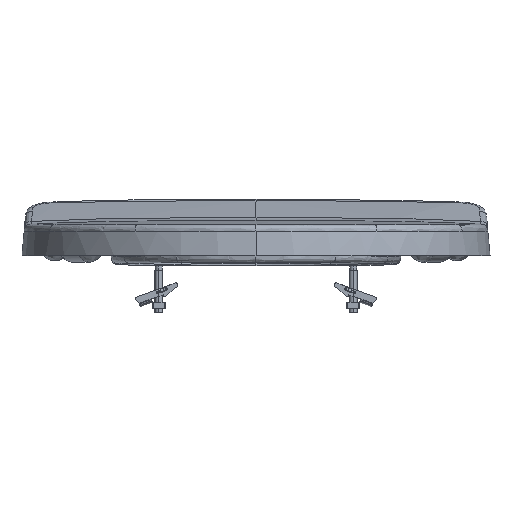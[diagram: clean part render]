
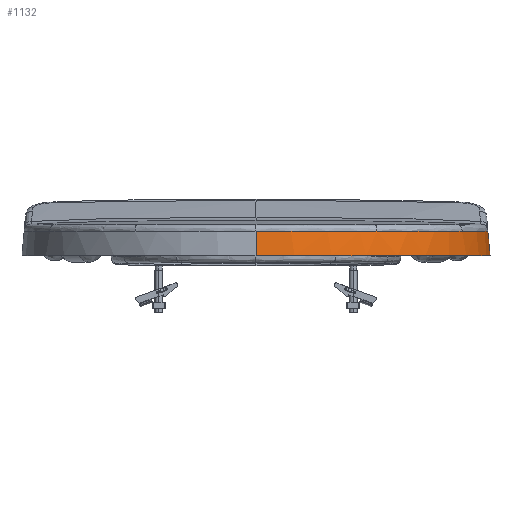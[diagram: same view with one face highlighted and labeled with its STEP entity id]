
A CAD part, left-side view. The second image highlights one B-rep face of the part: STEP entity #1132.
In plain terms, the highlighted free-form (B-spline) face has degree [7, 1] with [8, 2] control points.
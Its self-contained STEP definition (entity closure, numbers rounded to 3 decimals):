
#545=B_SPLINE_SURFACE_WITH_KNOTS('',7,1,((#35104,#35105),(#35106,#35107),
(#35108,#35109),(#35110,#35111),(#35112,#35113),(#35114,#35115),(#35116,
#35117),(#35118,#35119)),.UNSPECIFIED.,.F.,.F.,.F.,(8,8),(2,2),(0.,1.),
(0.,1.),.UNSPECIFIED.);
#1132=ADVANCED_FACE('NONE',(#2063),#545,.F.);
#2063=FACE_OUTER_BOUND('',#2871,.T.);
#2871=EDGE_LOOP('',(#5399,#5400,#5401,#5402,#5403,#5404));
#3804=LINE('',#23579,#4147);
#3823=LINE('',#35068,#4174);
#4147=VECTOR('',#13985,1.);
#4174=VECTOR('',#14060,1.);
#5399=ORIENTED_EDGE('',*,*,#10098,.T.);
#5400=ORIENTED_EDGE('',*,*,#10366,.F.);
#5401=ORIENTED_EDGE('',*,*,#10367,.F.);
#5402=ORIENTED_EDGE('',*,*,#10368,.F.);
#5403=ORIENTED_EDGE('',*,*,#10369,.F.);
#5404=ORIENTED_EDGE('',*,*,#10114,.T.);
#8739=VERTEX_POINT('',#22691);
#8746=VERTEX_POINT('',#22733);
#8756=VERTEX_POINT('',#23580);
#8899=VERTEX_POINT('',#35069);
#8900=VERTEX_POINT('',#35078);
#8901=VERTEX_POINT('',#35087);
#10098=EDGE_CURVE('',#8739,#8746,#12136,.T.);
#10114=EDGE_CURVE('',#8756,#8739,#3804,.T.);
#10366=EDGE_CURVE('NONE',#8899,#8746,#3823,.T.);
#10367=EDGE_CURVE('NONE',#8900,#8899,#12384,.T.);
#10368=EDGE_CURVE('NONE',#8901,#8900,#12385,.T.);
#10369=EDGE_CURVE('NONE',#8756,#8901,#12386,.T.);
#12136=B_SPLINE_CURVE_WITH_KNOTS('',7,(#22734,#22735,#22736,#22737,#22738,
#22739,#22740,#22741),.UNSPECIFIED.,.F.,.F.,(8,8),(0.,1.),.UNSPECIFIED.);
#12384=B_SPLINE_CURVE_WITH_KNOTS('',3,(#35070,#35071,#35072,#35073,#35074,
#35075,#35076,#35077),.UNSPECIFIED.,.F.,.F.,(4,2,2,4),(0.,0.5,0.75,1.),
 .UNSPECIFIED.);
#12385=B_SPLINE_CURVE_WITH_KNOTS('',7,(#35079,#35080,#35081,#35082,#35083,
#35084,#35085,#35086),.UNSPECIFIED.,.F.,.F.,(8,8),(0.,1.),.UNSPECIFIED.);
#12386=B_SPLINE_CURVE_WITH_KNOTS('',3,(#35088,#35089,#35090,#35091,#35092,
#35093,#35094,#35095,#35096,#35097,#35098,#35099,#35100,#35101,#35102,#35103),
 .UNSPECIFIED.,.F.,.F.,(4,2,2,2,2,2,2,4),(0.,0.25,0.5,
0.563,0.594,0.625,0.75,
1.),.UNSPECIFIED.);
#13985=DIRECTION('',(-0.086,0.,-0.996));
#14060=DIRECTION('',(0.,-0.086,-0.996));
#22691=CARTESIAN_POINT('',(-428.961,0.,-19.));
#22733=CARTESIAN_POINT('',(-227.487,-186.5,-19.));
#22734=CARTESIAN_POINT('',(-428.961,0.,-19.));
#22735=CARTESIAN_POINT('',(-428.961,-49.365,-19.));
#22736=CARTESIAN_POINT('',(-413.708,-96.489,-19.));
#22737=CARTESIAN_POINT('',(-385.056,-139.015,-19.));
#22738=CARTESIAN_POINT('',(-344.419,-170.923,-19.));
#22739=CARTESIAN_POINT('',(-297.494,-186.5,-19.));
#22740=CARTESIAN_POINT('',(-254.722,-186.5,-19.));
#22741=CARTESIAN_POINT('',(-227.487,-186.5,-19.));
#23579=CARTESIAN_POINT('',(-428.115,0.,-9.225));
#23580=CARTESIAN_POINT('',(-427.27,0.,0.549));
#35068=CARTESIAN_POINT('',(-227.487,-185.651,-9.213));
#35069=CARTESIAN_POINT('',(-227.487,-184.803,0.573));
#35070=CARTESIAN_POINT('',(-326.188,-164.279,0.553));
#35071=CARTESIAN_POINT('',(-310.97,-171.941,0.555));
#35072=CARTESIAN_POINT('',(-294.783,-177.406,0.556));
#35073=CARTESIAN_POINT('',(-269.821,-182.344,0.561));
#35074=CARTESIAN_POINT('',(-261.393,-183.448,0.563));
#35075=CARTESIAN_POINT('',(-244.462,-184.702,0.568));
#35076=CARTESIAN_POINT('',(-235.984,-184.808,0.571));
#35077=CARTESIAN_POINT('',(-227.487,-184.803,0.573));
#35078=CARTESIAN_POINT('',(-326.188,-164.279,0.553));
#35079=CARTESIAN_POINT('',(-399.96,-96.441,0.551));
#35080=CARTESIAN_POINT('',(-392.365,-108.795,0.551));
#35081=CARTESIAN_POINT('',(-383.64,-120.454,0.552));
#35082=CARTESIAN_POINT('',(-373.858,-131.293,0.551));
#35083=CARTESIAN_POINT('',(-363.108,-141.193,0.553));
#35084=CARTESIAN_POINT('',(-351.494,-150.045,0.552));
#35085=CARTESIAN_POINT('',(-339.142,-157.759,0.552));
#35086=CARTESIAN_POINT('',(-326.188,-164.279,0.553));
#35087=CARTESIAN_POINT('',(-399.96,-96.441,0.551));
#35088=CARTESIAN_POINT('',(-427.27,0.,0.549));
#35089=CARTESIAN_POINT('',(-427.27,-5.108,0.549));
#35090=CARTESIAN_POINT('',(-427.074,-11.642,0.549));
#35091=CARTESIAN_POINT('',(-425.386,-27.441,0.55));
#35092=CARTESIAN_POINT('',(-423.89,-36.715,0.55));
#35093=CARTESIAN_POINT('',(-420.432,-49.741,0.55));
#35094=CARTESIAN_POINT('',(-419.66,-52.417,0.55));
#35095=CARTESIAN_POINT('',(-418.367,-56.527,0.55));
#35096=CARTESIAN_POINT('',(-417.913,-57.914,0.55));
#35097=CARTESIAN_POINT('',(-416.957,-60.717,0.55));
#35098=CARTESIAN_POINT('',(-416.4,-62.288,0.55));
#35099=CARTESIAN_POINT('',(-413.713,-69.557,0.55));
#35100=CARTESIAN_POINT('',(-411.524,-74.59,0.551));
#35101=CARTESIAN_POINT('',(-405.395,-87.503,0.551));
#35102=CARTESIAN_POINT('',(-401.943,-93.215,0.551));
#35103=CARTESIAN_POINT('',(-399.96,-96.441,0.551));
#35104=CARTESIAN_POINT('',(-426.811,0.001,5.854));
#35105=CARTESIAN_POINT('',(-428.961,0.001,-19.));
#35106=CARTESIAN_POINT('',(-426.814,-48.791,5.854));
#35107=CARTESIAN_POINT('',(-428.961,-49.366,-19.));
#35108=CARTESIAN_POINT('',(-411.729,-95.373,5.854));
#35109=CARTESIAN_POINT('',(-413.707,-96.492,-19.));
#35110=CARTESIAN_POINT('',(-383.416,-137.424,5.854));
#35111=CARTESIAN_POINT('',(-385.053,-139.02,-19.));
#35112=CARTESIAN_POINT('',(-343.229,-168.949,5.854));
#35113=CARTESIAN_POINT('',(-344.413,-170.928,-19.));
#35114=CARTESIAN_POINT('',(-296.856,-184.324,5.854));
#35115=CARTESIAN_POINT('',(-297.484,-186.503,-19.));
#35116=CARTESIAN_POINT('',(-254.656,-184.357,5.854));
#35117=CARTESIAN_POINT('',(-254.711,-186.5,-19.));
#35118=CARTESIAN_POINT('',(-227.479,-184.345,5.853));
#35119=CARTESIAN_POINT('',(-227.479,-186.5,-19.));
